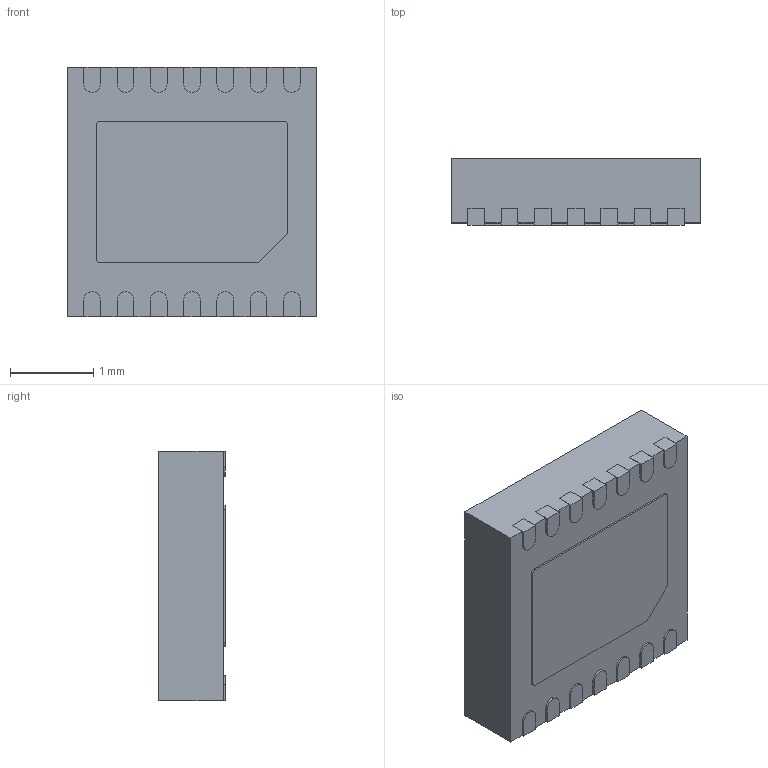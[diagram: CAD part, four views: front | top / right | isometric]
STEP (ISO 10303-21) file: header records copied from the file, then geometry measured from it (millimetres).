
FILE_DESCRIPTION (( 'STEP AP214' ), '1' );
FILE_NAME ('MAX17211G+.STEP', '2018-04-30T08:15:51', ( '' ), ( '' ), 'SwSTEP 2.0', 'SolidWorks 2017', '' );
FILE_SCHEMA (( 'AUTOMOTIVE_DESIGN' ));
Length unit declared in the file: millimetre
Products named in the file (1): MAX17211G+
Bounding box: 3 x 0.8 x 3 mm (x, y, z)
Volume: 7.1 mm3; surface area: 43.5 mm2
Topology: 17 solids, 17 shells, 186 faces, 450 edges, 300 vertices
Faces by surface type: plane 134, cylinder 52
Entity records: 5596 total; most frequent: CARTESIAN_POINT 937, DIRECTION 928, ORIENTED_EDGE 900, EDGE_CURVE 450, LINE 346, VECTOR 346, VERTEX_POINT 300, AXIS2_PLACEMENT_3D 291
